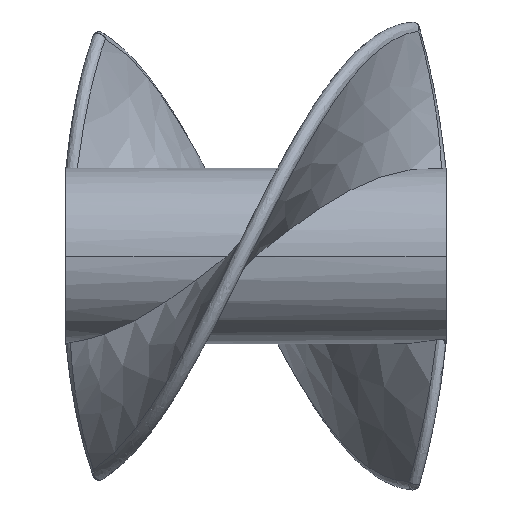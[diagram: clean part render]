
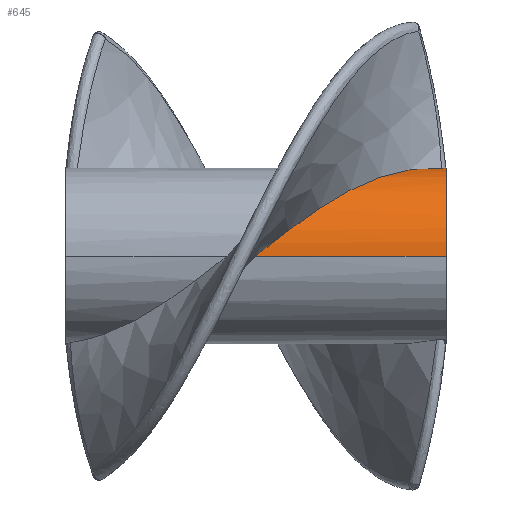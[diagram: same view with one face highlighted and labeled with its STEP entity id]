
A CAD part, front view. The second image highlights one B-rep face of the part: STEP entity #645.
In plain terms, the highlighted cylindrical face has radius 15 mm (diameter 30 mm), a partial arc.
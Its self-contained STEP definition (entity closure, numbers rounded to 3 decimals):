
#62=FACE_OUTER_BOUND('',#107,.T.);
#107=EDGE_LOOP('',(#430,#431,#432,#433));
#158=B_SPLINE_CURVE_WITH_KNOTS('',3,(#886,#887,#888,#889,#890,#891,#892,
#893,#894,#895),.UNSPECIFIED.,.F.,.F.,(4,2,2,2,4),(-0.183,-0.137,
-0.092,-0.046,0.),
 .UNSPECIFIED.);
#159=B_SPLINE_CURVE_WITH_KNOTS('',3,(#896,#897,#898,#899,#900,#901,#902,
#903,#904,#905,#906,#907,#908,#909,#910,#911,#912,#913),.UNSPECIFIED.,.F.,
 .F.,(4,2,2,2,2,2,2,2,4),(0.,0.691,0.921,
1.844,2.107,2.809,3.193,3.959,
4.048),.UNSPECIFIED.);
#217=CIRCLE('',#714,15.);
#249=LINE('',#882,#256);
#256=VECTOR('',#769,15.);
#263=VERTEX_POINT('',#880);
#264=VERTEX_POINT('',#881);
#265=VERTEX_POINT('',#883);
#266=VERTEX_POINT('',#885);
#327=EDGE_CURVE('',#263,#264,#249,.T.);
#328=EDGE_CURVE('',#263,#265,#217,.T.);
#329=EDGE_CURVE('',#266,#265,#158,.F.);
#330=EDGE_CURVE('',#266,#264,#159,.T.);
#430=ORIENTED_EDGE('',*,*,#327,.F.);
#431=ORIENTED_EDGE('',*,*,#328,.T.);
#432=ORIENTED_EDGE('',*,*,#329,.F.);
#433=ORIENTED_EDGE('',*,*,#330,.T.);
#636=CYLINDRICAL_SURFACE('',#713,15.);
#645=ADVANCED_FACE('',(#62),#636,.T.);
#713=AXIS2_PLACEMENT_3D('',#879,#767,#768);
#714=AXIS2_PLACEMENT_3D('',#884,#770,#771);
#767=DIRECTION('center_axis',(1.,0.,0.));
#768=DIRECTION('ref_axis',(0.,1.,0.));
#769=DIRECTION('',(-1.,0.,0.));
#770=DIRECTION('center_axis',(-1.,0.,0.));
#771=DIRECTION('ref_axis',(0.,1.,0.));
#879=CARTESIAN_POINT('Origin',(27.755,0.,0.));
#880=CARTESIAN_POINT('',(60.235,-15.,0.));
#881=CARTESIAN_POINT('',(27.681,-15.,0.));
#882=CARTESIAN_POINT('',(27.755,-15.,0.));
#883=CARTESIAN_POINT('',(60.235,2.972,14.703));
#884=CARTESIAN_POINT('Origin',(60.235,0.,0.));
#885=CARTESIAN_POINT('',(59.463,1.397,14.935));
#886=CARTESIAN_POINT('Ctrl Pts',(60.235,2.972,14.703));
#887=CARTESIAN_POINT('Ctrl Pts',(60.235,2.822,14.733));
#888=CARTESIAN_POINT('Ctrl Pts',(60.217,2.672,14.761));
#889=CARTESIAN_POINT('Ctrl Pts',(60.147,2.38,14.811));
#890=CARTESIAN_POINT('Ctrl Pts',(60.096,2.237,14.833));
#891=CARTESIAN_POINT('Ctrl Pts',(59.963,1.966,14.871));
#892=CARTESIAN_POINT('Ctrl Pts',(59.881,1.836,14.888));
#893=CARTESIAN_POINT('Ctrl Pts',(59.691,1.599,14.915));
#894=CARTESIAN_POINT('Ctrl Pts',(59.583,1.491,14.926));
#895=CARTESIAN_POINT('Ctrl Pts',(59.463,1.397,14.935));
#896=CARTESIAN_POINT('Ctrl Pts',(59.463,1.397,14.935));
#897=CARTESIAN_POINT('Ctrl Pts',(57.652,-0.019,15.067));
#898=CARTESIAN_POINT('Ctrl Pts',(55.849,-1.447,14.998));
#899=CARTESIAN_POINT('Ctrl Pts',(53.435,-3.31,14.638));
#900=CARTESIAN_POINT('Ctrl Pts',(52.832,-3.77,14.526));
#901=CARTESIAN_POINT('Ctrl Pts',(49.809,-6.048,13.858));
#902=CARTESIAN_POINT('Ctrl Pts',(47.411,-7.753,12.981));
#903=CARTESIAN_POINT('Ctrl Pts',(44.303,-9.675,11.475));
#904=CARTESIAN_POINT('Ctrl Pts',(43.614,-10.083,11.119));
#905=CARTESIAN_POINT('Ctrl Pts',(41.084,-11.506,9.731));
#906=CARTESIAN_POINT('Ctrl Pts',(39.252,-12.39,8.578));
#907=CARTESIAN_POINT('Ctrl Pts',(36.407,-13.48,6.627));
#908=CARTESIAN_POINT('Ctrl Pts',(35.405,-13.81,5.909));
#909=CARTESIAN_POINT('Ctrl Pts',(32.39,-14.625,3.687));
#910=CARTESIAN_POINT('Ctrl Pts',(30.392,-14.932,2.128));
#911=CARTESIAN_POINT('Ctrl Pts',(28.148,-14.997,0.367));
#912=CARTESIAN_POINT('Ctrl Pts',(27.915,-15.,0.183));
#913=CARTESIAN_POINT('Ctrl Pts',(27.681,-15.,0.));
